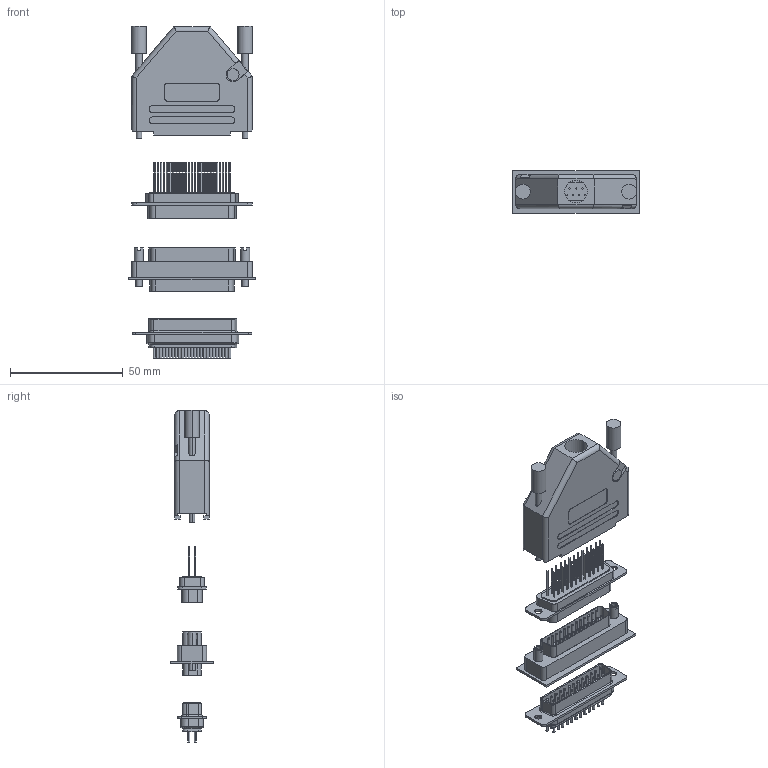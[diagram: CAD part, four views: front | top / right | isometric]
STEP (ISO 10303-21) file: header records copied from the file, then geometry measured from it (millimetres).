
FILE_DESCRIPTION (( 'STEP AP214' ), '1' );
FILE_NAME ('53084~0.STEP', '2018-08-06T14:22:18', ( '' ), ( '' ), 'SwSTEP 2.0', 'SolidWorks 2018', '' );
FILE_SCHEMA (( 'AUTOMOTIVE_DESIGN' ));
Length unit declared in the file: millimetre
Products named in the file (6): 53084~0; 29631~0; 10692~0_S; 29626~0; 33450_1~0_S; 43450~0_S
Assembly tree (5 placements, depth 2):
  53084~0
    33450_1~0_S
    29631~0
    29626~0
    10692~0_S
    43450~0_S
Bounding box: 56 x 19 x 147.05 mm (x, y, z)
Volume: 32436.5 mm3; surface area: 25735.1 mm2
Topology: 5 solids, 5 shells, 890 faces, 2110 edges, 1356 vertices
Faces by surface type: cylinder 413, plane 401, sphere 50, torus 22, cone 4
Entity records: 28982 total; most frequent: DIRECTION 4645, CARTESIAN_POINT 4334, ORIENTED_EDGE 4012, EDGE_CURVE 2006, AXIS2_PLACEMENT_3D 1773, VERTEX_POINT 1306, LINE 1099, VECTOR 1099
